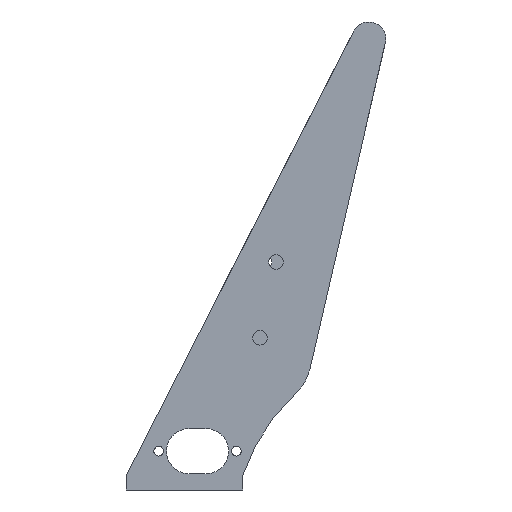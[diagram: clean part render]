
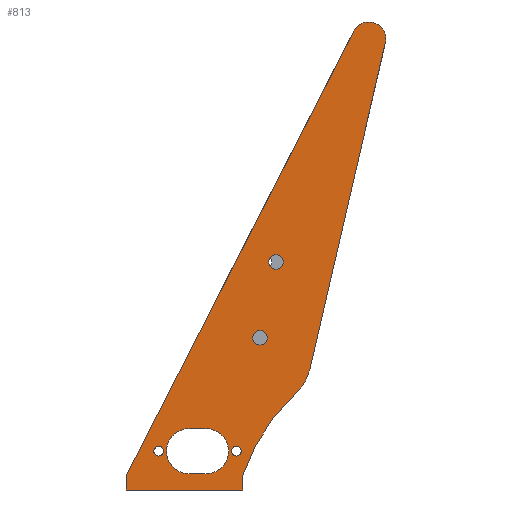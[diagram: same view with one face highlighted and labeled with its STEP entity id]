
A CAD part, left-side view. The second image highlights one B-rep face of the part: STEP entity #813.
In plain terms, the highlighted planar face has unit normal (-1, 0, 0).
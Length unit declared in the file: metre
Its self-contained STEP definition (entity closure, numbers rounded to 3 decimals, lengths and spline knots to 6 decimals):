
#21=PLANE('',#877);
#41=CIRCLE('',#869,0.0035);
#46=CIRCLE('',#878,0.0015);
#47=CIRCLE('',#879,0.0015);
#48=CIRCLE('',#880,0.001);
#49=CIRCLE('',#881,0.00465);
#50=CIRCLE('',#882,0.00465);
#51=CIRCLE('',#883,0.001);
#52=CIRCLE('',#884,0.040952);
#53=CIRCLE('',#885,0.01);
#109=ORIENTED_EDGE('',*,*,#326,.F.);
#110=ORIENTED_EDGE('',*,*,#327,.F.);
#111=ORIENTED_EDGE('',*,*,#328,.F.);
#112=ORIENTED_EDGE('',*,*,#329,.F.);
#113=ORIENTED_EDGE('',*,*,#330,.F.);
#114=ORIENTED_EDGE('',*,*,#331,.F.);
#115=ORIENTED_EDGE('',*,*,#332,.F.);
#116=ORIENTED_EDGE('',*,*,#333,.F.);
#117=ORIENTED_EDGE('',*,*,#334,.F.);
#118=ORIENTED_EDGE('',*,*,#309,.T.);
#119=ORIENTED_EDGE('',*,*,#335,.F.);
#120=ORIENTED_EDGE('',*,*,#336,.F.);
#121=ORIENTED_EDGE('',*,*,#337,.F.);
#122=ORIENTED_EDGE('',*,*,#324,.T.);
#123=ORIENTED_EDGE('',*,*,#338,.F.);
#124=ORIENTED_EDGE('',*,*,#339,.T.);
#309=EDGE_CURVE('',#417,#419,#41,.T.);
#324=EDGE_CURVE('',#433,#432,#508,.T.);
#326=EDGE_CURVE('',#434,#434,#46,.T.);
#327=EDGE_CURVE('',#435,#435,#47,.T.);
#328=EDGE_CURVE('',#436,#436,#48,.T.);
#329=EDGE_CURVE('',#437,#438,#49,.T.);
#330=EDGE_CURVE('',#439,#437,#510,.T.);
#331=EDGE_CURVE('',#440,#439,#50,.T.);
#332=EDGE_CURVE('',#438,#440,#511,.T.);
#333=EDGE_CURVE('',#441,#441,#51,.T.);
#334=EDGE_CURVE('',#417,#442,#512,.T.);
#335=EDGE_CURVE('',#443,#419,#513,.T.);
#336=EDGE_CURVE('',#444,#443,#514,.T.);
#337=EDGE_CURVE('',#433,#444,#515,.T.);
#338=EDGE_CURVE('',#445,#432,#52,.T.);
#339=EDGE_CURVE('',#445,#442,#53,.F.);
#417=VERTEX_POINT('',#1206);
#419=VERTEX_POINT('',#1210);
#432=VERTEX_POINT('',#1241);
#433=VERTEX_POINT('',#1243);
#434=VERTEX_POINT('',#1247);
#435=VERTEX_POINT('',#1249);
#436=VERTEX_POINT('',#1251);
#437=VERTEX_POINT('',#1253);
#438=VERTEX_POINT('',#1254);
#439=VERTEX_POINT('',#1256);
#440=VERTEX_POINT('',#1258);
#441=VERTEX_POINT('',#1261);
#442=VERTEX_POINT('',#1263);
#443=VERTEX_POINT('',#1265);
#444=VERTEX_POINT('',#1267);
#445=VERTEX_POINT('',#1270);
#508=LINE('',#1242,#568);
#510=LINE('',#1255,#570);
#511=LINE('',#1259,#571);
#512=LINE('',#1262,#572);
#513=LINE('',#1264,#573);
#514=LINE('',#1266,#574);
#515=LINE('',#1268,#575);
#568=VECTOR('',#992,1.);
#570=VECTOR('',#1004,1.);
#571=VECTOR('',#1007,1.);
#572=VECTOR('',#1010,1.);
#573=VECTOR('',#1011,1.);
#574=VECTOR('',#1012,1.);
#575=VECTOR('',#1013,1.);
#623=EDGE_LOOP('',(#109));
#624=EDGE_LOOP('',(#110));
#625=EDGE_LOOP('',(#111));
#626=EDGE_LOOP('',(#112,#113,#114,#115));
#627=EDGE_LOOP('',(#116));
#628=EDGE_LOOP('',(#117,#118,#119,#120,#121,#122,#123,#124));
#709=FACE_BOUND('',#623,.T.);
#710=FACE_BOUND('',#624,.T.);
#711=FACE_BOUND('',#625,.T.);
#712=FACE_BOUND('',#626,.T.);
#713=FACE_BOUND('',#627,.T.);
#714=FACE_BOUND('',#628,.T.);
#813=ADVANCED_FACE('',(#709,#710,#711,#712,#713,#714),#21,.F.);
#869=AXIS2_PLACEMENT_3D('',#1211,#966,#967);
#877=AXIS2_PLACEMENT_3D('',#1245,#994,#995);
#878=AXIS2_PLACEMENT_3D('',#1246,#996,#997);
#879=AXIS2_PLACEMENT_3D('',#1248,#998,#999);
#880=AXIS2_PLACEMENT_3D('',#1250,#1000,#1001);
#881=AXIS2_PLACEMENT_3D('',#1252,#1002,#1003);
#882=AXIS2_PLACEMENT_3D('',#1257,#1005,#1006);
#883=AXIS2_PLACEMENT_3D('',#1260,#1008,#1009);
#884=AXIS2_PLACEMENT_3D('',#1269,#1014,#1015);
#885=AXIS2_PLACEMENT_3D('',#1271,#1016,#1017);
#966=DIRECTION('',(-1.,0.,0.));
#967=DIRECTION('',(0.,0.,1.));
#992=DIRECTION('',(0.,0.,1.));
#994=DIRECTION('',(1.,0.,0.));
#995=DIRECTION('',(0.,0.,-1.));
#996=DIRECTION('',(-1.,0.,0.));
#997=DIRECTION('',(0.,0.,1.));
#998=DIRECTION('',(-1.,0.,0.));
#999=DIRECTION('',(0.,0.,1.));
#1000=DIRECTION('',(-1.,0.,0.));
#1001=DIRECTION('',(0.,0.,1.));
#1002=DIRECTION('',(-1.,0.,0.));
#1003=DIRECTION('',(0.,0.,1.));
#1004=DIRECTION('',(0.,-1.,0.));
#1005=DIRECTION('',(-1.,0.,0.));
#1006=DIRECTION('',(0.,0.,1.));
#1007=DIRECTION('',(0.,1.,0.));
#1008=DIRECTION('',(-1.,0.,0.));
#1009=DIRECTION('',(0.,0.,1.));
#1010=DIRECTION('',(0.,0.225,-0.974));
#1011=DIRECTION('',(0.,-0.456,0.89));
#1012=DIRECTION('',(0.,0.,1.));
#1013=DIRECTION('',(0.,1.,0.));
#1014=DIRECTION('',(-1.,0.,0.));
#1015=DIRECTION('',(0.,0.,1.));
#1016=DIRECTION('',(1.,0.,0.));
#1017=DIRECTION('',(0.,0.,-1.));
#1206=CARTESIAN_POINT('',(-0.0679,-0.04141,0.089213));
#1210=CARTESIAN_POINT('',(-0.0679,-0.034884,0.091595));
#1211=CARTESIAN_POINT('',(-0.0679,-0.038,0.09));
#1241=CARTESIAN_POINT('',(-0.0679,-0.012,0.));
#1242=CARTESIAN_POINT('',(-0.0679,-0.012,-0.003));
#1243=CARTESIAN_POINT('',(-0.0679,-0.012,-0.003));
#1245=CARTESIAN_POINT('',(-0.0679,0.,-0.003));
#1246=CARTESIAN_POINT('',(-0.0679,-0.018867,0.044036));
#1247=CARTESIAN_POINT('',(-0.0679,-0.018867,0.045536));
#1248=CARTESIAN_POINT('',(-0.0679,-0.01554,0.028386));
#1249=CARTESIAN_POINT('',(-0.0679,-0.01554,0.029886));
#1250=CARTESIAN_POINT('',(-0.0679,0.0053,0.005));
#1251=CARTESIAN_POINT('',(-0.0679,0.0053,0.006));
#1252=CARTESIAN_POINT('',(-0.0679,-0.00445,0.005));
#1253=CARTESIAN_POINT('',(-0.0679,-0.00445,0.00035));
#1254=CARTESIAN_POINT('',(-0.0679,-0.00445,0.00965));
#1255=CARTESIAN_POINT('',(-0.0679,-0.0027,0.00035));
#1256=CARTESIAN_POINT('',(-0.0679,-0.00095,0.00035));
#1257=CARTESIAN_POINT('',(-0.0679,-0.00095,0.005));
#1258=CARTESIAN_POINT('',(-0.0679,-0.00095,0.00965));
#1259=CARTESIAN_POINT('',(-0.0679,-0.0027,0.00965));
#1260=CARTESIAN_POINT('',(-0.0679,-0.0107,0.005));
#1261=CARTESIAN_POINT('',(-0.0679,-0.0107,0.006));
#1262=CARTESIAN_POINT('',(-0.0679,-0.033286,0.054024));
#1263=CARTESIAN_POINT('',(-0.0679,-0.025895,0.022009));
#1264=CARTESIAN_POINT('',(-0.0679,-0.011442,0.045797));
#1265=CARTESIAN_POINT('',(-0.0679,0.012,0.));
#1266=CARTESIAN_POINT('',(-0.0679,0.012,-0.003));
#1267=CARTESIAN_POINT('',(-0.0679,0.012,-0.003));
#1268=CARTESIAN_POINT('',(-0.0679,0.,-0.003));
#1269=CARTESIAN_POINT('',(-0.0679,-0.050801,-0.013098));
#1270=CARTESIAN_POINT('',(-0.0679,-0.022952,0.016927));
#1271=CARTESIAN_POINT('',(-0.0679,-0.016151,0.024259));
